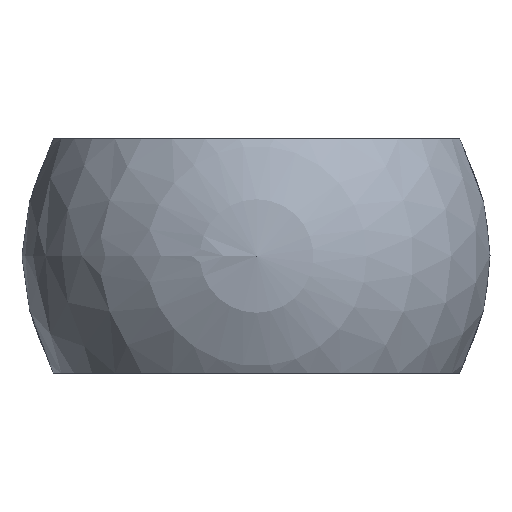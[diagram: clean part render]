
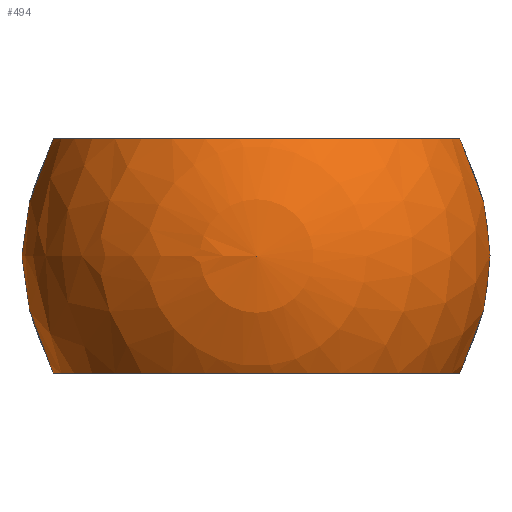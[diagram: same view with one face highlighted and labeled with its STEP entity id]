
A CAD part, left-side view. The second image highlights one B-rep face of the part: STEP entity #494.
In plain terms, the highlighted spherical face has radius 100 mm.
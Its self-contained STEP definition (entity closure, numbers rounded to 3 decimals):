
#1 = CARTESIAN_POINT ( 'NONE',  ( -87.601, -3.949, 58.422 ) ) ;
#11 = AXIS2_PLACEMENT_3D ( 'NONE', #491, #566, #629 ) ;
#13 = CIRCLE ( 'NONE', #481, 64.286 ) ;
#37 = DIRECTION ( 'NONE',  ( -1., 0., 0. ) ) ;
#53 = CARTESIAN_POINT ( 'NONE',  ( -87.601, -3.949, -41.603 ) ) ;
#72 = EDGE_CURVE ( 'NONE', #727, #599, #300, .T. ) ;
#89 = DIRECTION ( 'NONE',  ( 1., 0., 0. ) ) ;
#123 = AXIS2_PLACEMENT_3D ( 'NONE', #279, #89, #287 ) ;
#146 = DIRECTION ( 'NONE',  ( -1., 0., 0. ) ) ;
#163 = ORIENTED_EDGE ( 'NONE', *, *, #449, .T. ) ;
#167 = ORIENTED_EDGE ( 'NONE', *, *, #72, .T. ) ;
#182 = DIRECTION ( 'NONE',  ( -1., 0., 0. ) ) ;
#268 = CARTESIAN_POINT ( 'NONE',  ( -11.003, -44.339, 58.422 ) ) ;
#279 = CARTESIAN_POINT ( 'NONE',  ( -87.601, -3.949, 8.41 ) ) ;
#287 = DIRECTION ( 'NONE',  ( 0., 1., 0. ) ) ;
#291 = CIRCLE ( 'NONE', #770, 86.595 ) ;
#300 = CIRCLE ( 'NONE', #11, 64.286 ) ;
#302 = DIRECTION ( 'NONE',  ( 0., 0., -1. ) ) ;
#356 = VERTEX_POINT ( 'NONE', #433 ) ;
#387 = EDGE_CURVE ( 'NONE', #599, #356, #402, .T. ) ;
#402 = CIRCLE ( 'NONE', #638, 86.595 ) ;
#405 = CARTESIAN_POINT ( 'NONE',  ( -11.003, 36.442, -41.603 ) ) ;
#429 = EDGE_LOOP ( 'NONE', ( #606, #163, #810, #167 ) ) ;
#433 = CARTESIAN_POINT ( 'NONE',  ( -11.003, 36.442, 58.422 ) ) ;
#449 = EDGE_CURVE ( 'NONE', #356, #554, #13, .T. ) ;
#481 = AXIS2_PLACEMENT_3D ( 'NONE', #778, #146, #582 ) ;
#491 = CARTESIAN_POINT ( 'NONE',  ( -11.003, -3.949, 8.41 ) ) ;
#494 = ADVANCED_FACE ( 'NONE', ( #646 ), #720, .T. ) ;
#554 = VERTEX_POINT ( 'NONE', #405 ) ;
#566 = DIRECTION ( 'NONE',  ( -1., 0., 0. ) ) ;
#582 = DIRECTION ( 'NONE',  ( 0., 0., 1. ) ) ;
#599 = VERTEX_POINT ( 'NONE', #268 ) ;
#606 = ORIENTED_EDGE ( 'NONE', *, *, #387, .T. ) ;
#629 = DIRECTION ( 'NONE',  ( 0., 0., 1. ) ) ;
#638 = AXIS2_PLACEMENT_3D ( 'NONE', #1, #686, #182 ) ;
#646 = FACE_OUTER_BOUND ( 'NONE', #429, .T. ) ;
#686 = DIRECTION ( 'NONE',  ( 0., 0., -1. ) ) ;
#720 = SPHERICAL_SURFACE ( 'NONE', #123, 100. ) ;
#724 = CARTESIAN_POINT ( 'NONE',  ( -11.003, -44.339, -41.603 ) ) ;
#727 = VERTEX_POINT ( 'NONE', #724 ) ;
#763 = EDGE_CURVE ( 'NONE', #727, #554, #291, .T. ) ;
#770 = AXIS2_PLACEMENT_3D ( 'NONE', #53, #302, #37 ) ;
#778 = CARTESIAN_POINT ( 'NONE',  ( -11.003, -3.949, 8.41 ) ) ;
#810 = ORIENTED_EDGE ( 'NONE', *, *, #763, .F. ) ;
